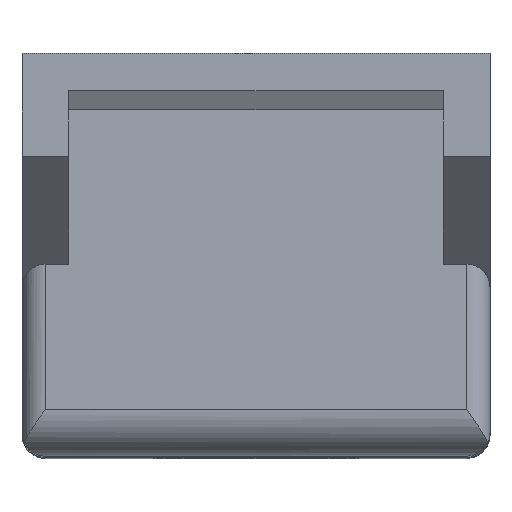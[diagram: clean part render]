
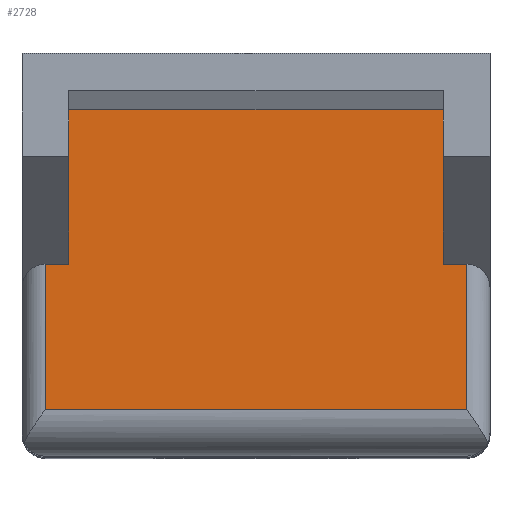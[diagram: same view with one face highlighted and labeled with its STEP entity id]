
A CAD part, top view. The second image highlights one B-rep face of the part: STEP entity #2728.
In plain terms, the highlighted planar face has unit normal (0, 0, 1).
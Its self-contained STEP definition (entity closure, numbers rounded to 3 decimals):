
#469=DIRECTION('',(-1.,0.,0.));
#470=VECTOR('',#469,0.5);
#471=CARTESIAN_POINT('',(4.5,-0.2,15.25));
#472=LINE('',#471,#470);
#473=DIRECTION('',(-1.,0.,0.));
#474=VECTOR('',#473,0.5);
#475=CARTESIAN_POINT('',(-4.,-0.2,15.25));
#476=LINE('',#475,#474);
#481=DIRECTION('',(0.,-1.,0.));
#482=VECTOR('',#481,3.1);
#483=CARTESIAN_POINT('',(4.5,-0.2,15.25));
#484=LINE('',#483,#482);
#544=DIRECTION('',(1.,0.,0.));
#545=VECTOR('',#544,9.);
#546=CARTESIAN_POINT('',(-4.5,-3.3,15.25));
#547=LINE('',#546,#545);
#939=DIRECTION('',(0.,1.,0.));
#940=VECTOR('',#939,3.1);
#941=CARTESIAN_POINT('',(-4.5,-3.3,15.25));
#942=LINE('',#941,#940);
#951=DIRECTION('',(0.,1.,0.));
#952=VECTOR('',#951,3.3);
#953=CARTESIAN_POINT('',(-4.,-0.2,15.25));
#954=LINE('',#953,#952);
#955=DIRECTION('',(-1.,0.,0.));
#956=VECTOR('',#955,8.);
#957=CARTESIAN_POINT('',(4.,3.1,15.25));
#958=LINE('',#957,#956);
#963=DIRECTION('',(0.,1.,0.));
#964=VECTOR('',#963,3.3);
#965=CARTESIAN_POINT('',(4.,-0.2,15.25));
#966=LINE('',#965,#964);
#1553=CARTESIAN_POINT('',(4.,3.1,15.25));
#1554=CARTESIAN_POINT('',(-4.,3.1,15.25));
#1555=VERTEX_POINT('',#1553);
#1556=VERTEX_POINT('',#1554);
#1569=CARTESIAN_POINT('',(4.,-0.2,15.25));
#1570=VERTEX_POINT('',#1569);
#1571=CARTESIAN_POINT('',(-4.,-0.2,15.25));
#1572=VERTEX_POINT('',#1571);
#1573=CARTESIAN_POINT('',(4.5,-0.2,15.25));
#1574=VERTEX_POINT('',#1573);
#1575=CARTESIAN_POINT('',(-4.5,-0.2,15.25));
#1576=VERTEX_POINT('',#1575);
#1579=CARTESIAN_POINT('',(-4.5,-3.3,15.25));
#1580=CARTESIAN_POINT('',(4.5,-3.3,15.25));
#1581=VERTEX_POINT('',#1579);
#1582=VERTEX_POINT('',#1580);
#2710=CARTESIAN_POINT('',(4.,-4.3,15.25));
#2711=DIRECTION('',(0.,0.,-1.));
#2712=DIRECTION('',(0.,1.,0.));
#2713=AXIS2_PLACEMENT_3D('',#2710,#2711,#2712);
#2714=PLANE('',#2713);
#2715=ORIENTED_EDGE('',*,*,#2322,.F.);
#2716=ORIENTED_EDGE('',*,*,#2704,.T.);
#2717=ORIENTED_EDGE('',*,*,#2269,.F.);
#2719=ORIENTED_EDGE('',*,*,#2718,.T.);
#2721=ORIENTED_EDGE('',*,*,#2720,.F.);
#2723=ORIENTED_EDGE('',*,*,#2722,.F.);
#2724=ORIENTED_EDGE('',*,*,#2256,.F.);
#2725=ORIENTED_EDGE('',*,*,#2289,.T.);
#2726=EDGE_LOOP('',(#2715,#2716,#2717,#2719,#2721,#2723,#2724,#2725));
#2727=FACE_OUTER_BOUND('',#2726,.F.);
#2728=ADVANCED_FACE('',(#2727),#2714,.F.);
#2256=EDGE_CURVE('',#1574,#1570,#472,.T.);
#2269=EDGE_CURVE('',#1572,#1576,#476,.T.);
#2289=EDGE_CURVE('',#1574,#1582,#484,.T.);
#2322=EDGE_CURVE('',#1581,#1582,#547,.T.);
#2704=EDGE_CURVE('',#1581,#1576,#942,.T.);
#2718=EDGE_CURVE('',#1572,#1556,#954,.T.);
#2720=EDGE_CURVE('',#1555,#1556,#958,.T.);
#2722=EDGE_CURVE('',#1570,#1555,#966,.T.);
